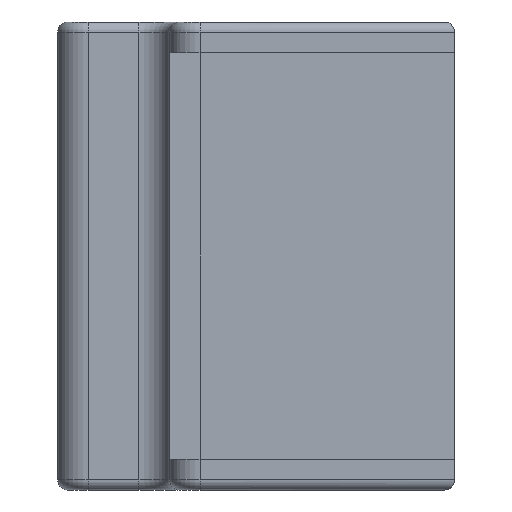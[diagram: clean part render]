
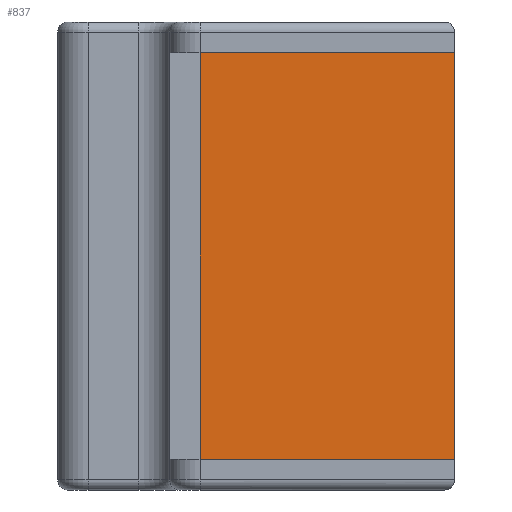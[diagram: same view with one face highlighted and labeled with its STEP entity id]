
A CAD part, left-side view. The second image highlights one B-rep face of the part: STEP entity #837.
In plain terms, the highlighted planar face has unit normal (-1, 0, 0).
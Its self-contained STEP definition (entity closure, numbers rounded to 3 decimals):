
#273 = EDGE_CURVE ( 'NONE', #426, #449, #1446, .T. ) ;
#280 = EDGE_CURVE ( 'NONE', #449, #450, #1455, .T. ) ;
#284 = EDGE_CURVE ( 'NONE', #435, #450, #1463, .T. ) ;
#333 = EDGE_CURVE ( 'NONE', #435, #426, #2154, .T. ) ;
#426 = VERTEX_POINT ( 'NONE', #1783 ) ;
#435 = VERTEX_POINT ( 'NONE', #1792 ) ;
#449 = VERTEX_POINT ( 'NONE', #1806 ) ;
#450 = VERTEX_POINT ( 'NONE', #1807 ) ;
#747 = AXIS2_PLACEMENT_3D ( 'NONE', #2053, #2074, #2075 ) ;
#837 = ADVANCED_FACE ( 'NONE', ( #2268 ), #2061, .F. ) ;
#1014 = ORIENTED_EDGE ( 'NONE', *, *, #284, .T. ) ;
#1015 = ORIENTED_EDGE ( 'NONE', *, *, #280, .F. ) ;
#1016 = ORIENTED_EDGE ( 'NONE', *, *, #273, .F. ) ;
#1017 = ORIENTED_EDGE ( 'NONE', *, *, #333, .F. ) ;
#1290 = EDGE_LOOP ( 'NONE', ( #1014, #1015, #1016, #1017 ) ) ;
#1446 = LINE ( 'NONE', #1540, #1450 ) ;
#1450 = VECTOR ( 'NONE', #1552, 1000. ) ;
#1455 = LINE ( 'NONE', #1563, #1464 ) ;
#1463 = LINE ( 'NONE', #1567, #1472 ) ;
#1464 = VECTOR ( 'NONE', #1566, 1000. ) ;
#1472 = VECTOR ( 'NONE', #1574, 1000. ) ;
#1540 = CARTESIAN_POINT ( 'NONE',  ( -5.2, 2.5, -2. ) ) ;
#1552 = DIRECTION ( 'NONE',  ( 0., 1., 0. ) ) ;
#1563 = CARTESIAN_POINT ( 'NONE',  ( -5.2, 2.5, -2. ) ) ;
#1566 = DIRECTION ( 'NONE',  ( 0., 0., 1. ) ) ;
#1567 = CARTESIAN_POINT ( 'NONE',  ( -5.2, 2.5, 2. ) ) ;
#1574 = DIRECTION ( 'NONE',  ( 0., 1., 0. ) ) ;
#1677 = CARTESIAN_POINT ( 'NONE',  ( -5.2, 0., 2.3 ) ) ;
#1678 = DIRECTION ( 'NONE',  ( 0., 0., -1. ) ) ;
#1783 = CARTESIAN_POINT ( 'NONE',  ( -5.2, 0., -2. ) ) ;
#1792 = CARTESIAN_POINT ( 'NONE',  ( -5.2, 0., 2. ) ) ;
#1806 = CARTESIAN_POINT ( 'NONE',  ( -5.2, 2.5, -2. ) ) ;
#1807 = CARTESIAN_POINT ( 'NONE',  ( -5.2, 2.5, 2. ) ) ;
#2053 = CARTESIAN_POINT ( 'NONE',  ( -5.2, 2.5, -2. ) ) ;
#2061 = PLANE ( 'NONE',  #747 ) ;
#2074 = DIRECTION ( 'NONE',  ( 1., 0., 0. ) ) ;
#2075 = DIRECTION ( 'NONE',  ( 0., 0., -1. ) ) ;
#2154 = LINE ( 'NONE', #1677, #2162 ) ;
#2162 = VECTOR ( 'NONE', #1678, 1000. ) ;
#2268 = FACE_OUTER_BOUND ( 'NONE', #1290, .T. ) ;
